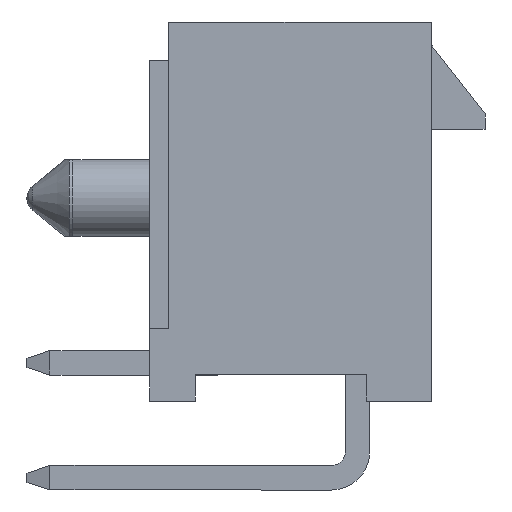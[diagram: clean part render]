
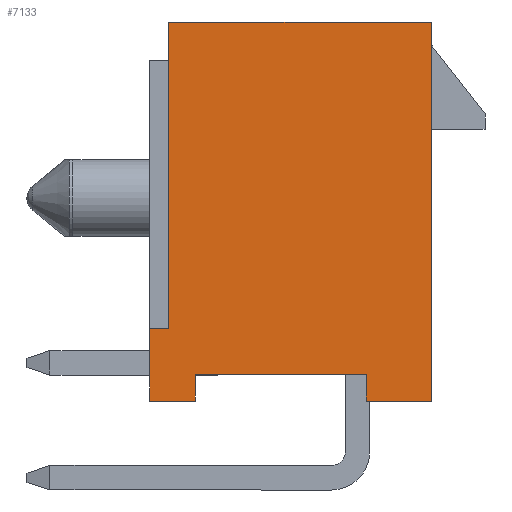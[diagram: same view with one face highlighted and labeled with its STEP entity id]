
A CAD part, left-side view. The second image highlights one B-rep face of the part: STEP entity #7133.
In plain terms, the highlighted planar face has unit normal (-1, 0, 0).
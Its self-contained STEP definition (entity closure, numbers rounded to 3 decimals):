
#820=ORIENTED_EDGE('',*,*,#2827,.F.);
#821=ORIENTED_EDGE('',*,*,#2828,.T.);
#822=ORIENTED_EDGE('',*,*,#2639,.T.);
#823=ORIENTED_EDGE('',*,*,#2540,.T.);
#824=ORIENTED_EDGE('',*,*,#2533,.T.);
#825=ORIENTED_EDGE('',*,*,#2817,.T.);
#826=ORIENTED_EDGE('',*,*,#2751,.T.);
#827=ORIENTED_EDGE('',*,*,#2829,.F.);
#828=ORIENTED_EDGE('',*,*,#2830,.T.);
#829=ORIENTED_EDGE('',*,*,#2728,.T.);
#2533=EDGE_CURVE('',#3548,#3547,#4252,.T.);
#2540=EDGE_CURVE('',#3554,#3548,#4259,.T.);
#2639=EDGE_CURVE('',#3640,#3554,#4349,.T.);
#2728=EDGE_CURVE('',#3717,#3716,#4429,.T.);
#2751=EDGE_CURVE('',#3732,#3731,#4452,.T.);
#2817=EDGE_CURVE('',#3547,#3732,#4518,.T.);
#2827=EDGE_CURVE('',#3793,#3716,#4528,.T.);
#2828=EDGE_CURVE('',#3793,#3640,#4529,.T.);
#2829=EDGE_CURVE('',#3794,#3731,#4530,.T.);
#2830=EDGE_CURVE('',#3794,#3717,#4531,.T.);
#3547=VERTEX_POINT('',#10261);
#3548=VERTEX_POINT('',#10263);
#3554=VERTEX_POINT('',#10277);
#3640=VERTEX_POINT('',#10476);
#3716=VERTEX_POINT('',#10658);
#3717=VERTEX_POINT('',#10660);
#3731=VERTEX_POINT('',#10697);
#3732=VERTEX_POINT('',#10699);
#3793=VERTEX_POINT('',#10839);
#3794=VERTEX_POINT('',#10842);
#4252=LINE('',#10262,#5223);
#4259=LINE('',#10276,#5230);
#4349=LINE('',#10479,#5320);
#4429=LINE('',#10659,#5400);
#4452=LINE('',#10698,#5423);
#4518=LINE('',#10825,#5489);
#4528=LINE('',#10838,#5499);
#4529=LINE('',#10840,#5500);
#4530=LINE('',#10841,#5501);
#4531=LINE('',#10843,#5502);
#5223=VECTOR('',#8263,1000.);
#5230=VECTOR('',#8272,1000.);
#5320=VECTOR('',#8396,1000.);
#5400=VECTOR('',#8510,1000.);
#5423=VECTOR('',#8535,1000.);
#5489=VECTOR('',#8603,1000.);
#5499=VECTOR('',#8617,1000.);
#5500=VECTOR('',#8618,1000.);
#5501=VECTOR('',#8619,1000.);
#5502=VECTOR('',#8620,1000.);
#6060=EDGE_LOOP('',(#820,#821,#822,#823,#824,#825,#826,#827,#828,#829));
#6445=FACE_BOUND('',#6060,.T.);
#6809=PLANE('',#7563);
#7133=ADVANCED_FACE('',(#6445),#6809,.T.);
#7563=AXIS2_PLACEMENT_3D('',#10837,#8615,#8616);
#8263=DIRECTION('',(0.,0.,1.));
#8272=DIRECTION('',(0.,-1.,0.));
#8396=DIRECTION('',(0.,0.,-1.));
#8510=DIRECTION('',(0.,-1.,0.));
#8535=DIRECTION('',(0.,0.,-1.));
#8603=DIRECTION('',(0.,1.,0.));
#8615=DIRECTION('',(-1.,0.,0.));
#8616=DIRECTION('',(0.,0.,1.));
#8617=DIRECTION('',(0.,0.,-1.));
#8618=DIRECTION('',(0.,-1.,0.));
#8619=DIRECTION('',(0.,-1.,0.));
#8620=DIRECTION('',(0.,0.,-1.));
#10261=CARTESIAN_POINT('',(-10.85,-3.43,4.95));
#10262=CARTESIAN_POINT('',(-10.85,-3.43,-4.95));
#10263=CARTESIAN_POINT('',(-10.85,-3.43,-4.95));
#10276=CARTESIAN_POINT('',(-10.85,3.43,-4.95));
#10277=CARTESIAN_POINT('',(-10.85,-1.73,-4.95));
#10476=CARTESIAN_POINT('',(-10.85,-1.73,-4.25));
#10479=CARTESIAN_POINT('',(-10.85,-1.73,-3.95));
#10658=CARTESIAN_POINT('',(-10.85,2.73,-4.95));
#10659=CARTESIAN_POINT('',(-10.85,3.43,-4.95));
#10660=CARTESIAN_POINT('',(-10.85,3.93,-4.95));
#10697=CARTESIAN_POINT('',(-10.85,3.43,-3.05));
#10698=CARTESIAN_POINT('',(-10.85,3.43,4.95));
#10699=CARTESIAN_POINT('',(-10.85,3.43,4.95));
#10825=CARTESIAN_POINT('',(-10.85,-3.43,4.95));
#10837=CARTESIAN_POINT('',(-10.85,0.,0.));
#10838=CARTESIAN_POINT('',(-10.85,2.73,-3.95));
#10839=CARTESIAN_POINT('',(-10.85,2.73,-4.25));
#10840=CARTESIAN_POINT('',(-10.85,2.73,-4.25));
#10841=CARTESIAN_POINT('',(-10.85,3.93,-3.05));
#10842=CARTESIAN_POINT('',(-10.85,3.93,-3.05));
#10843=CARTESIAN_POINT('',(-10.85,3.93,-3.05));
